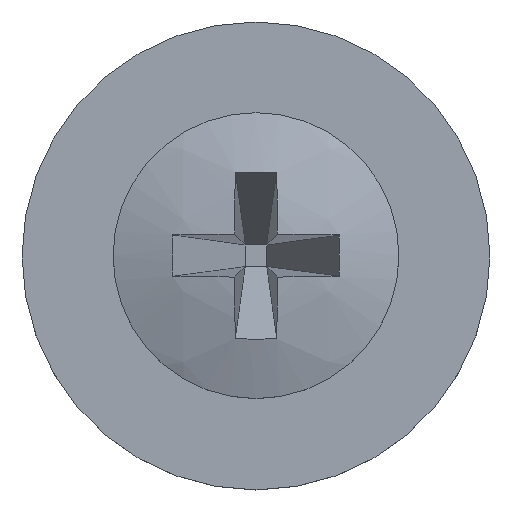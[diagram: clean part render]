
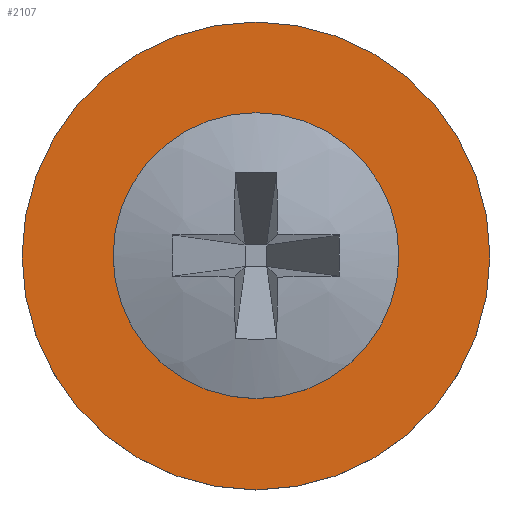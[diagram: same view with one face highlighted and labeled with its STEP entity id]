
A CAD part, top view. The second image highlights one B-rep face of the part: STEP entity #2107.
In plain terms, the highlighted planar face has unit normal (0, 0, 1).
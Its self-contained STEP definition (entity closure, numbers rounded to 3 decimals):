
#183=PLANE('',#2321);
#188=FACE_BOUND('',#483,.T.);
#364=FACE_OUTER_BOUND('',#482,.T.);
#482=EDGE_LOOP('',(#1976));
#483=EDGE_LOOP('',(#1977));
#828=CIRCLE('',#2316,1.6);
#830=CIRCLE('',#2319,4.5);
#1034=VERTEX_POINT('',#6735);
#1036=VERTEX_POINT('',#6741);
#1346=EDGE_CURVE('',#1034,#1034,#828,.T.);
#1349=EDGE_CURVE('',#1036,#1036,#830,.T.);
#1976=ORIENTED_EDGE('',*,*,#1349,.T.);
#1977=ORIENTED_EDGE('',*,*,#1346,.T.);
#2107=ADVANCED_FACE('',(#364,#188),#183,.T.);
#2316=AXIS2_PLACEMENT_3D('',#6736,#2806,#2807);
#2319=AXIS2_PLACEMENT_3D('',#6742,#2813,#2814);
#2321=AXIS2_PLACEMENT_3D('',#6746,#2818,#2819);
#2806=DIRECTION('center_axis',(0.,0.,-1.));
#2807=DIRECTION('ref_axis',(1.,0.,0.));
#2813=DIRECTION('center_axis',(0.,0.,1.));
#2814=DIRECTION('ref_axis',(1.,0.,0.));
#2818=DIRECTION('center_axis',(0.,0.,1.));
#2819=DIRECTION('ref_axis',(1.,0.,0.));
#6735=CARTESIAN_POINT('',(-1.6,0.,0.8));
#6736=CARTESIAN_POINT('Origin',(0.,0.,0.8));
#6741=CARTESIAN_POINT('',(-4.5,0.,0.8));
#6742=CARTESIAN_POINT('Origin',(0.,0.,0.8));
#6746=CARTESIAN_POINT('Origin',(0.,0.,0.8));
